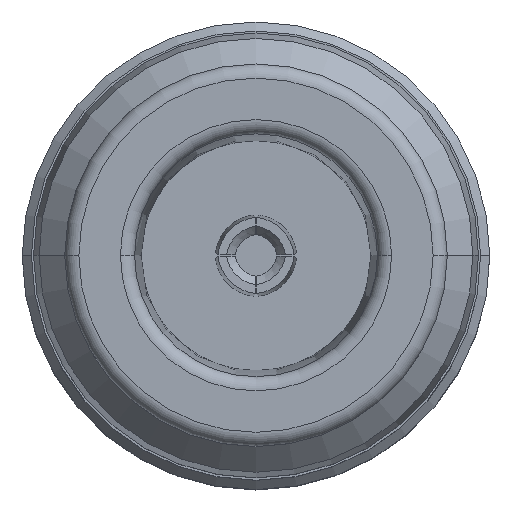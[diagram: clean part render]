
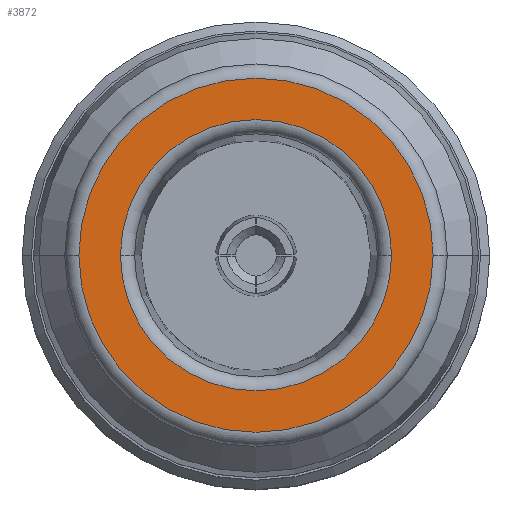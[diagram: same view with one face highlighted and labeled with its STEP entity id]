
A CAD part, top view. The second image highlights one B-rep face of the part: STEP entity #3872.
In plain terms, the highlighted planar face has unit normal (0, 0, 1).
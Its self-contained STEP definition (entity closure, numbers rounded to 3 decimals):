
#77 = FACE_BOUND ( 'NONE', #296, .T. ) ;
#87 = FACE_OUTER_BOUND ( 'NONE', #384, .T. ) ;
#239 = VERTEX_POINT ( 'NONE', #1137 ) ;
#240 = VERTEX_POINT ( 'NONE', #960 ) ;
#296 = EDGE_LOOP ( 'NONE', ( #2437, #627 ) ) ;
#297 = VERTEX_POINT ( 'NONE', #926 ) ;
#384 = EDGE_LOOP ( 'NONE', ( #624, #630 ) ) ;
#504 = VERTEX_POINT ( 'NONE', #1060 ) ;
#624 = ORIENTED_EDGE ( 'NONE', *, *, #4020, .T. ) ;
#627 = ORIENTED_EDGE ( 'NONE', *, *, #3921, .T. ) ;
#630 = ORIENTED_EDGE ( 'NONE', *, *, #3991, .T. ) ;
#926 = CARTESIAN_POINT ( 'NONE',  ( 6.25, 0., 0. ) ) ;
#960 = CARTESIAN_POINT ( 'NONE',  ( -4.785, 0., 0. ) ) ;
#1060 = CARTESIAN_POINT ( 'NONE',  ( 4.785, 0., 0. ) ) ;
#1137 = CARTESIAN_POINT ( 'NONE',  ( -6.25, 0., 0. ) ) ;
#1307 = DIRECTION ( 'NONE',  ( 0., 0., 1. ) ) ;
#1308 = CARTESIAN_POINT ( 'NONE',  ( 0., 0., 0. ) ) ;
#1328 = DIRECTION ( 'NONE',  ( -1., 0., 0. ) ) ;
#1384 = DIRECTION ( 'NONE',  ( 0., 0., -1. ) ) ;
#1432 = CARTESIAN_POINT ( 'NONE',  ( 0., 0., 0. ) ) ;
#1490 = DIRECTION ( 'NONE',  ( -1., 0., 0. ) ) ;
#1529 = DIRECTION ( 'NONE',  ( -1., 0., 0. ) ) ;
#1567 = DIRECTION ( 'NONE',  ( -1., 0., 0. ) ) ;
#1578 = DIRECTION ( 'NONE',  ( 0., 0., 1. ) ) ;
#1580 = CARTESIAN_POINT ( 'NONE',  ( 0., 0., 0. ) ) ;
#1661 = CARTESIAN_POINT ( 'NONE',  ( 0., 0., 0. ) ) ;
#1665 = DIRECTION ( 'NONE',  ( 0., 0., -1. ) ) ;
#1922 = CIRCLE ( 'NONE', #3149, 6.25 ) ;
#1936 = CIRCLE ( 'NONE', #3155, 4.785 ) ;
#1954 = CIRCLE ( 'NONE', #3168, 6.25 ) ;
#2178 = CIRCLE ( 'NONE', #3116, 4.785 ) ;
#2437 = ORIENTED_EDGE ( 'NONE', *, *, #4002, .T. ) ;
#2735 = AXIS2_PLACEMENT_3D ( 'NONE', #4210, #4204, #4195 ) ;
#3116 = AXIS2_PLACEMENT_3D ( 'NONE', #1661, #1665, #1490 ) ;
#3149 = AXIS2_PLACEMENT_3D ( 'NONE', #1308, #1307, #1529 ) ;
#3155 = AXIS2_PLACEMENT_3D ( 'NONE', #1432, #1384, #1328 ) ;
#3168 = AXIS2_PLACEMENT_3D ( 'NONE', #1580, #1578, #1567 ) ;
#3872 = ADVANCED_FACE ( 'NONE', ( #77, #87 ), #4239, .F. ) ;
#3921 = EDGE_CURVE ( 'NONE', #504, #240, #2178, .T. ) ;
#3991 = EDGE_CURVE ( 'NONE', #297, #239, #1922, .T. ) ;
#4002 = EDGE_CURVE ( 'NONE', #240, #504, #1936, .T. ) ;
#4020 = EDGE_CURVE ( 'NONE', #239, #297, #1954, .T. ) ;
#4195 = DIRECTION ( 'NONE',  ( -1., 0., 0. ) ) ;
#4204 = DIRECTION ( 'NONE',  ( 0., 0., -1. ) ) ;
#4210 = CARTESIAN_POINT ( 'NONE',  ( 0., 0., 0. ) ) ;
#4239 = PLANE ( 'NONE',  #2735 ) ;
